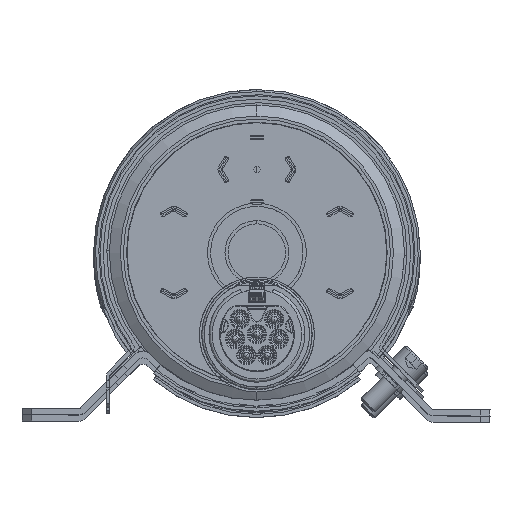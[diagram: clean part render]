
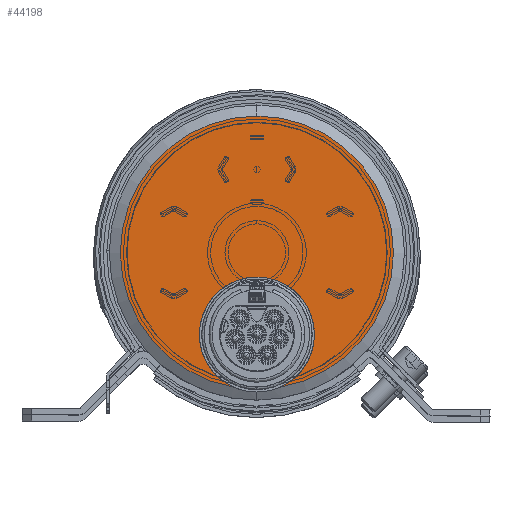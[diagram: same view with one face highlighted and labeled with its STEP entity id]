
A CAD part, top view. The second image highlights one B-rep face of the part: STEP entity #44198.
In plain terms, the highlighted face is planar.
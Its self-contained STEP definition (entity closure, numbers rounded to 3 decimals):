
#89 = CIRCLE ( 'NONE', #18447, 42.736 ) ;
#1077 = AXIS2_PLACEMENT_3D ( 'NONE', #18106, #6158, #32480 ) ;
#1158 = CARTESIAN_POINT ( 'NONE',  ( 0., 0., 0. ) ) ;
#2496 = CARTESIAN_POINT ( 'NONE',  ( 0., 0., -25.652 ) ) ;
#2720 = VERTEX_POINT ( 'NONE', #37016 ) ;
#3411 = CARTESIAN_POINT ( 'NONE',  ( 0., 0., -7.652 ) ) ;
#5116 = AXIS2_PLACEMENT_3D ( 'NONE', #2496, #28120, #32182 ) ;
#6158 = DIRECTION ( 'NONE',  ( 0., -1., 0. ) ) ;
#6752 = VERTEX_POINT ( 'NONE', #3411 ) ;
#7802 = VERTEX_POINT ( 'NONE', #34100 ) ;
#9874 = ORIENTED_EDGE ( 'NONE', *, *, #20054, .F. ) ;
#11119 = DIRECTION ( 'NONE',  ( 0., 1., 0. ) ) ;
#11335 = EDGE_CURVE ( 'NONE', #6752, #2720, #39820, .T. ) ;
#13588 = PLANE ( 'NONE',  #1077 ) ;
#14579 = EDGE_CURVE ( 'NONE', #7802, #6752, #16579, .T. ) ;
#14726 = AXIS2_PLACEMENT_3D ( 'NONE', #1158, #15291, #22726 ) ;
#15291 = DIRECTION ( 'NONE',  ( 0., 1., 0. ) ) ;
#15462 = CIRCLE ( 'NONE', #14726, 42.736 ) ;
#16579 = CIRCLE ( 'NONE', #5116, 18. ) ;
#18106 = CARTESIAN_POINT ( 'NONE',  ( 0., 0., 0. ) ) ;
#18447 = AXIS2_PLACEMENT_3D ( 'NONE', #38630, #45332, #23983 ) ;
#20054 = EDGE_CURVE ( 'NONE', #22013, #2720, #89, .T. ) ;
#22013 = VERTEX_POINT ( 'NONE', #35174 ) ;
#22726 = DIRECTION ( 'NONE',  ( 0., 0., 1. ) ) ;
#23983 = DIRECTION ( 'NONE',  ( 0., 0., 1. ) ) ;
#24361 = ORIENTED_EDGE ( 'NONE', *, *, #11335, .T. ) ;
#25254 = AXIS2_PLACEMENT_3D ( 'NONE', #36499, #11119, #36731 ) ;
#28120 = DIRECTION ( 'NONE',  ( 0., 1., 0. ) ) ;
#32182 = DIRECTION ( 'NONE',  ( 0., 0., -1. ) ) ;
#32480 = DIRECTION ( 'NONE',  ( 0., 0., -1. ) ) ;
#34100 = CARTESIAN_POINT ( 'NONE',  ( -7.289, 0., -42.11 ) ) ;
#35174 = CARTESIAN_POINT ( 'NONE',  ( 0., 0., 42.736 ) ) ;
#35392 = FACE_OUTER_BOUND ( 'NONE', #39310, .T. ) ;
#36218 = EDGE_CURVE ( 'NONE', #7802, #22013, #15462, .T. ) ;
#36499 = CARTESIAN_POINT ( 'NONE',  ( 0., 0., -25.652 ) ) ;
#36731 = DIRECTION ( 'NONE',  ( 0., 0., -1. ) ) ;
#37016 = CARTESIAN_POINT ( 'NONE',  ( 7.289, 0., -42.11 ) ) ;
#38630 = CARTESIAN_POINT ( 'NONE',  ( 0., 0., 0. ) ) ;
#39310 = EDGE_LOOP ( 'NONE', ( #46020, #46491, #24361, #9874 ) ) ;
#39820 = CIRCLE ( 'NONE', #25254, 18. ) ;
#44198 = ADVANCED_FACE ( 'NONE', ( #35392 ), #13588, .T. ) ;
#45332 = DIRECTION ( 'NONE',  ( 0., 1., 0. ) ) ;
#46020 = ORIENTED_EDGE ( 'NONE', *, *, #36218, .F. ) ;
#46491 = ORIENTED_EDGE ( 'NONE', *, *, #14579, .T. ) ;
